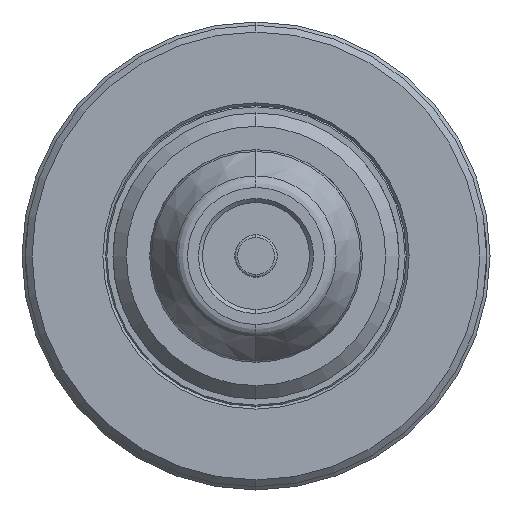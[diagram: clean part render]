
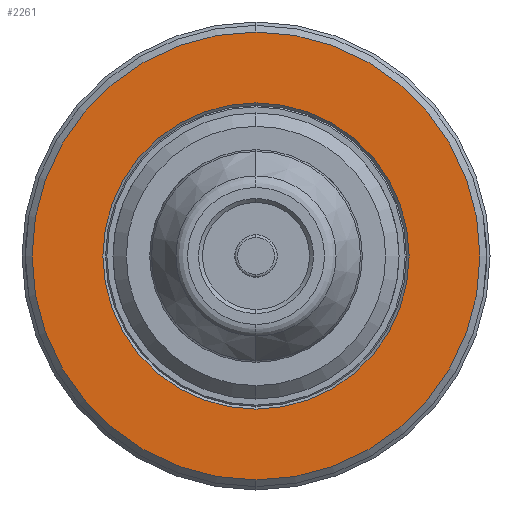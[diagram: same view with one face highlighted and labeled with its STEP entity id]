
A CAD part, left-side view. The second image highlights one B-rep face of the part: STEP entity #2261.
In plain terms, the highlighted planar face has unit normal (-1, 0, 0).
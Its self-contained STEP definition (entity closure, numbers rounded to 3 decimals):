
#206 = CIRCLE ( 'NONE', #3255, 11.45 ) ;
#244 = ORIENTED_EDGE ( 'NONE', *, *, #2512, .T. ) ;
#322 = DIRECTION ( 'NONE',  ( 0., 0., -1. ) ) ;
#464 = EDGE_CURVE ( 'NONE', #1402, #3968, #2335, .T. ) ;
#480 = CARTESIAN_POINT ( 'NONE',  ( -3.4, 0., 0. ) ) ;
#648 = ORIENTED_EDGE ( 'NONE', *, *, #3585, .T. ) ;
#681 = CARTESIAN_POINT ( 'NONE',  ( -3.4, 0., 16.75 ) ) ;
#825 = DIRECTION ( 'NONE',  ( 0., 0., -1. ) ) ;
#894 = CARTESIAN_POINT ( 'NONE',  ( -3.4, 0., -11.45 ) ) ;
#961 = PLANE ( 'NONE',  #2793 ) ;
#1005 = VERTEX_POINT ( 'NONE', #2612 ) ;
#1126 = CARTESIAN_POINT ( 'NONE',  ( -3.4, 0., -16.75 ) ) ;
#1160 = EDGE_CURVE ( 'NONE', #3968, #1402, #2279, .T. ) ;
#1178 = DIRECTION ( 'NONE',  ( -1., 0., 0. ) ) ;
#1240 = VERTEX_POINT ( 'NONE', #894 ) ;
#1241 = DIRECTION ( 'NONE',  ( -1., 0., 0. ) ) ;
#1402 = VERTEX_POINT ( 'NONE', #681 ) ;
#1566 = ORIENTED_EDGE ( 'NONE', *, *, #1160, .T. ) ;
#1588 = DIRECTION ( 'NONE',  ( 1., 0., 0. ) ) ;
#1612 = CARTESIAN_POINT ( 'NONE',  ( -3.4, 17.25, 0. ) ) ;
#1799 = CIRCLE ( 'NONE', #3822, 11.45 ) ;
#1851 = FACE_OUTER_BOUND ( 'NONE', #2123, .T. ) ;
#2123 = EDGE_LOOP ( 'NONE', ( #1566, #2667 ) ) ;
#2261 = ADVANCED_FACE ( 'NONE', ( #3520, #1851 ), #961, .F. ) ;
#2276 = DIRECTION ( 'NONE',  ( 1., 0., 0. ) ) ;
#2279 = CIRCLE ( 'NONE', #2308, 16.75 ) ;
#2308 = AXIS2_PLACEMENT_3D ( 'NONE', #3162, #1178, #3510 ) ;
#2335 = CIRCLE ( 'NONE', #4084, 16.75 ) ;
#2512 = EDGE_CURVE ( 'NONE', #1005, #1240, #1799, .T. ) ;
#2612 = CARTESIAN_POINT ( 'NONE',  ( -3.4, 0., 11.45 ) ) ;
#2667 = ORIENTED_EDGE ( 'NONE', *, *, #464, .T. ) ;
#2791 = DIRECTION ( 'NONE',  ( 1., 0., 0. ) ) ;
#2793 = AXIS2_PLACEMENT_3D ( 'NONE', #1612, #2276, #322 ) ;
#3075 = EDGE_LOOP ( 'NONE', ( #244, #648 ) ) ;
#3162 = CARTESIAN_POINT ( 'NONE',  ( -3.4, 0., 0. ) ) ;
#3243 = CARTESIAN_POINT ( 'NONE',  ( -3.4, 0., 0. ) ) ;
#3255 = AXIS2_PLACEMENT_3D ( 'NONE', #3586, #1588, #3924 ) ;
#3510 = DIRECTION ( 'NONE',  ( 0., 0., -1. ) ) ;
#3520 = FACE_BOUND ( 'NONE', #3075, .T. ) ;
#3580 = DIRECTION ( 'NONE',  ( 0., 0., -1. ) ) ;
#3585 = EDGE_CURVE ( 'NONE', #1240, #1005, #206, .T. ) ;
#3586 = CARTESIAN_POINT ( 'NONE',  ( -3.4, 0., 0. ) ) ;
#3822 = AXIS2_PLACEMENT_3D ( 'NONE', #480, #2791, #825 ) ;
#3924 = DIRECTION ( 'NONE',  ( 0., 0., -1. ) ) ;
#3968 = VERTEX_POINT ( 'NONE', #1126 ) ;
#4084 = AXIS2_PLACEMENT_3D ( 'NONE', #3243, #1241, #3580 ) ;
